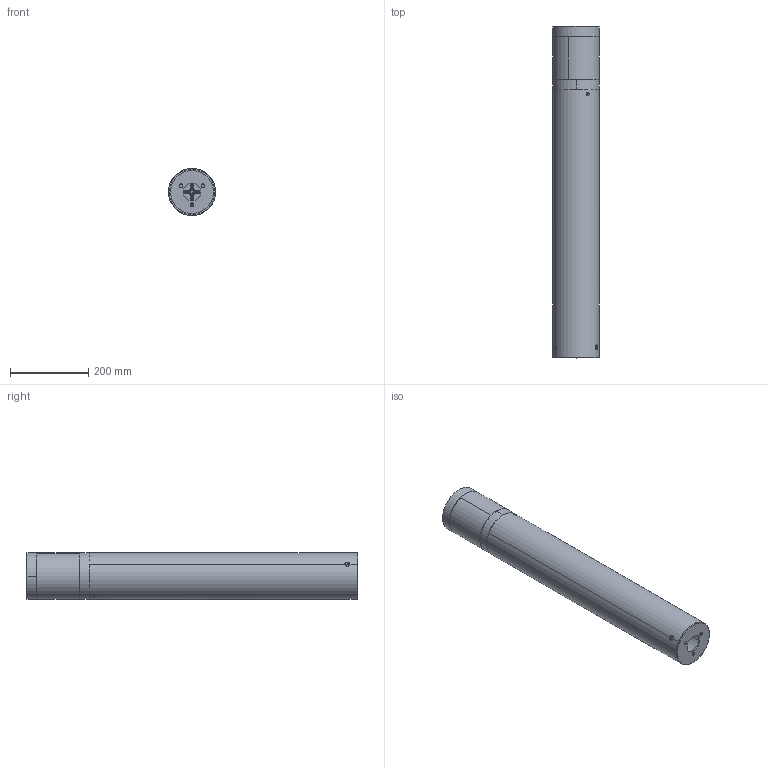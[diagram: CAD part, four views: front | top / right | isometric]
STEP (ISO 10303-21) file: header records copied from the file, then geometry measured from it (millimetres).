
FILE_DESCRIPTION (( 'STEP AP203' ), '1' );
FILE_NAME ('Egersund Mini 850.STEP', '2026-01-15T10:38:08', ( '' ), ( '' ), 'SwSTEP 2.0', 'SolidWorks 2024', '' );
FILE_SCHEMA (( 'CONFIG_CONTROL_DESIGN' ));
Length unit declared in the file: millimetre
Products named in the file (12): M88A-385-1-06 klosz w2_M219_Klosz gr. 5[mm]; Egersund Mini 850; WKR STOZ IMB M6x_rs_M6 x 16; WKR STOZ IMB M4x_rs_x10; M219_Daszek kpl_rs_M219H_ LED Niviss Cree JB2835 DK210704 VA02_rs; M88A-385-1-03 blacha podstawy w2_M88A_W1; M88A-385-1-11 daszek klosza w2_obróbka w6; M219_Głowa kpl_rs_M219FW4_Egersund min_(Klosz 5[mm])_LED Niviss+zasil. TCI MICRO MD350_rs; M88A-385-1-01 rura 120x5x691_M219FW21_Przycisk_rs; M88A-385-1-09 stożek w3_rs_1kw_w4 - plastik; M88A-385-1-14w1 uszczelka rury 100x5_rozciągnięta 109x4,5; M88A-385-1-05w4 korpus klosza_M219FW2;W3;W4
Assembly tree (12 placements, depth 4):
  Egersund Mini 850
    M219_Głowa kpl_rs_M219FW4_Egersund min_(Klosz 5[mm])_LED Niviss+zasil. TCI MICRO MD350_rs
      M219_Daszek kpl_rs_M219H_ LED Niviss Cree JB2835 DK210704 VA02_rs
        M88A-385-1-14w1 uszczelka rury 100x5_rozciągnięta 109x4,5
        M88A-385-1-11 daszek klosza w2_obróbka w6
      M88A-385-1-05w4 korpus klosza_M219FW2;W3;W4
      M88A-385-1-09 stożek w3_rs_1kw_w4 - plastik
      M88A-385-1-06 klosz w2_M219_Klosz gr. 5[mm]
    M88A-385-1-03 blacha podstawy w2_M88A_W1
    WKR STOZ IMB M4x_rs_x10
    WKR STOZ IMB M6x_rs_M6 x 16  x2
    M88A-385-1-01 rura 120x5x691_M219FW21_Przycisk_rs
Bounding box: 120 x 850.03 x 120 mm (x, y, z)
Volume: 1836206.3 mm3; surface area: 755464.6 mm2
Topology: 10 solids, 10 shells, 490 faces, 1150 edges, 650 vertices
Faces by surface type: cylinder 123, cone 107, plane 98, bspline 76, torus 62, sphere 24
Entity records: 16569 total; most frequent: CARTESIAN_POINT 5250, DIRECTION 2143, ORIENTED_EDGE 2084, EDGE_CURVE 1042, AXIS2_PLACEMENT_3D 906, VERTEX_POINT 619, EDGE_LOOP 515, CIRCLE 501
